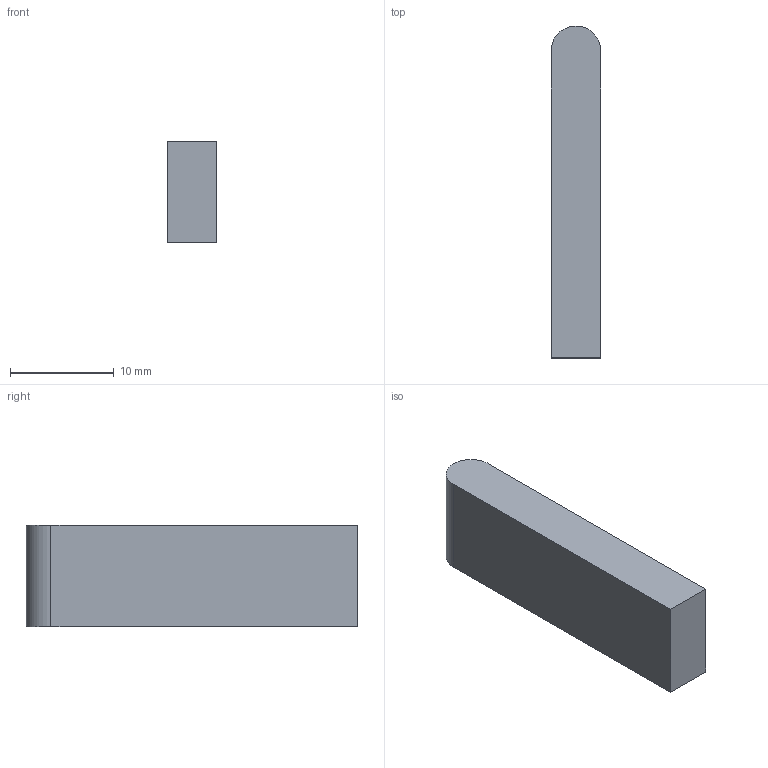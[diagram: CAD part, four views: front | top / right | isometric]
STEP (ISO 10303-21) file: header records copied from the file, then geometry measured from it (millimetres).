
FILE_DESCRIPTION(/* description */ (''),/* implementation_level */ '2;1');
FILE_NAME(/* name */ 'Insert.step',/* time_stamp */ '2025-04-11T14:45:03+02:00',/* author */ (''),/* organization */ (''),/* preprocessor_version */ 'ST-DEVELOPER v20.1',/* originating_system */ 'Autodesk Translation Framework v14.4.0.0',/* authorisation */ '');
FILE_SCHEMA (('AUTOMOTIVE_DESIGN { 1 0 10303 214 3 1 1 }'));
Length unit declared in the file: millimetre
Products named in the file (1): Insert
Bounding box: 4.8 x 32 x 9.79 mm (x, y, z)
Volume: 1479.9 mm3; surface area: 1002.6 mm2
Topology: 1 solids, 1 shells, 7 faces, 15 edges, 10 vertices
Faces by surface type: plane 5, bspline 2
Entity records: 306 total; most frequent: CARTESIAN_POINT 131, ORIENTED_EDGE 30, DIRECTION 23, EDGE_CURVE 15, LINE 11, VECTOR 11, VERTEX_POINT 10, FACE_OUTER_BOUND 7
